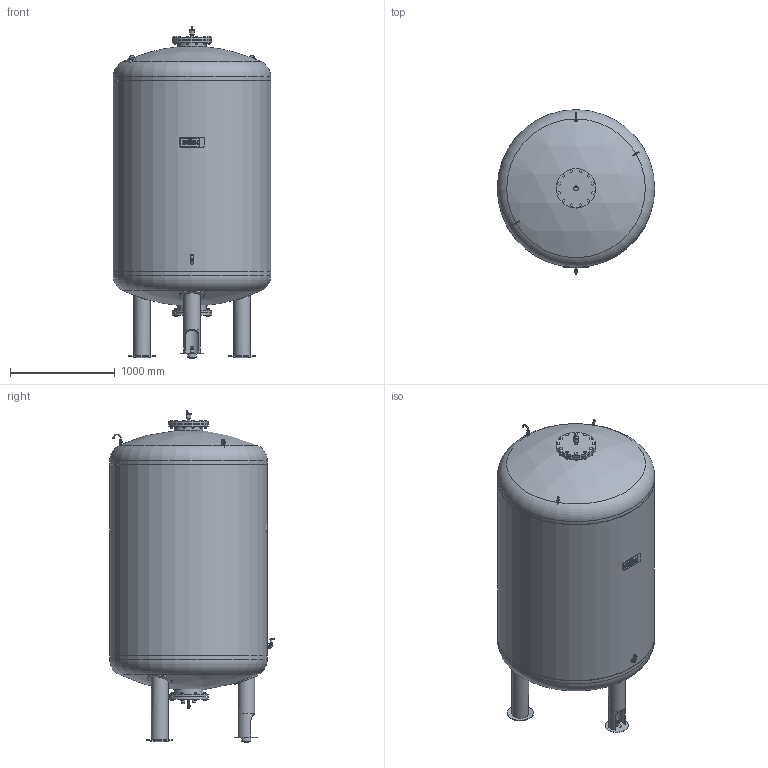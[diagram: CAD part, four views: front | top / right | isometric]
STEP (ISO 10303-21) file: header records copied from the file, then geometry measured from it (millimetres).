
FILE_DESCRIPTION(/* description */ (''),/* implementation_level */ '2;1');
FILE_NAME(/* name */ '3d_VariomatVG4000-8601305.stp',/* time_stamp */ '2015-12-08T10:28:09+01:00',/* author */ ('Andrzej'),/* organization */ (''),/* preprocessor_version */ 'ST-DEVELOPER v15.5',/* originating_system */ 'AutoCAD Mechanical',/* authorisation */ '');
FILE_SCHEMA (('AUTOMOTIVE_DESIGN { 1 0 10303 214 3 1 1 }'));
Length unit declared in the file: millimetre
Products named in the file (1): Product
Bounding box: 1500 x 1566 x 3163 mm (x, y, z)
Volume: 4078119377 mm3; surface area: 23030837.5 mm2
Topology: 37 solids, 37 shells, 829 faces, 1917 edges, 1264 vertices
Faces by surface type: plane 561, cylinder 202, cone 39, bspline 10, sphere 10, torus 7
Full cylindrical faces by diameter (mm): 3.5 x1, 5 x1, 8 x1, 8.7 x1, 9 x1, 10.8 x3, 11 x3, 11.2 x2, 11.5 x1, 12 x2, 14.3 x1, 14.6 x1, 15 x1, 16 x40, 16.6 x3, 18.5 x1, 20 x4, 20.9 x2, 21 x1, 21.3 x1, 22 x1, 23.3 x1, 23.6 x1, 24 x1, 24.7 x1, 26 x1, 26.4 x1, 26.9 x1, 28 x3, 30 x2
Entity records: 23227 total; most frequent: CARTESIAN_POINT 4706, DIRECTION 3800, ORIENTED_EDGE 3450, EDGE_CURVE 1725, AXIS2_PLACEMENT_3D 1291, VERTEX_POINT 1232, LINE 1218, VECTOR 1218
